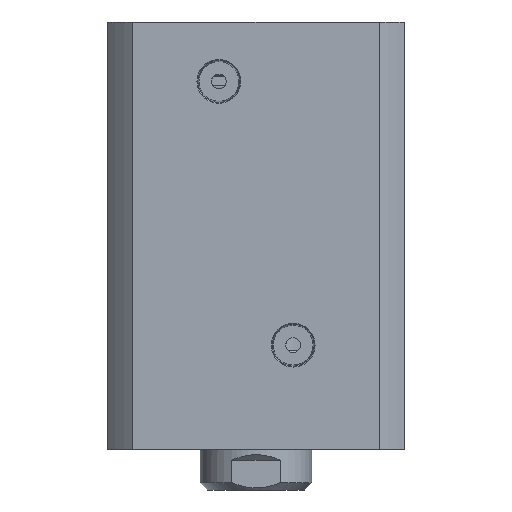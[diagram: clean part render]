
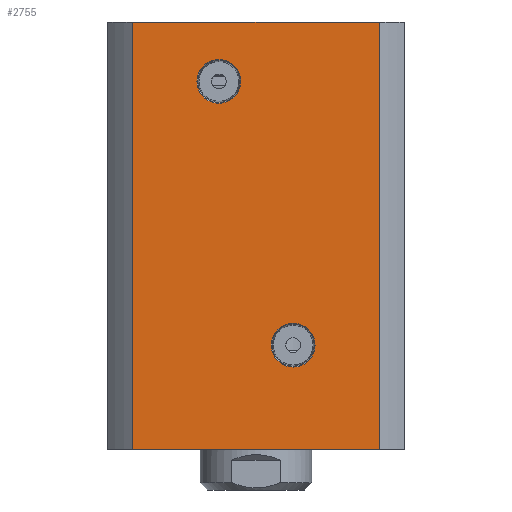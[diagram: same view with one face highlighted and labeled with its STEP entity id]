
A CAD part, left-side view. The second image highlights one B-rep face of the part: STEP entity #2755.
In plain terms, the highlighted planar face has unit normal (-1, 0, 0).
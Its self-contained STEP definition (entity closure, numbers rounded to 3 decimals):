
#184 = DIRECTION ( 'NONE',  ( 0., -1., 0. ) ) ;
#596 = AXIS2_PLACEMENT_3D ( 'NONE', #9211, #18059, #12141 ) ;
#771 = CARTESIAN_POINT ( 'NONE',  ( -40., -10., -29.5 ) ) ;
#987 = EDGE_LOOP ( 'NONE', ( #17741, #8582 ) ) ;
#1230 = VERTEX_POINT ( 'NONE', #8893 ) ;
#1252 = VERTEX_POINT ( 'NONE', #8768 ) ;
#2322 = EDGE_LOOP ( 'NONE', ( #7464, #16208, #17947, #17236 ) ) ;
#2670 = CARTESIAN_POINT ( 'NONE',  ( -40., 10., 47.385 ) ) ;
#2755 = ADVANCED_FACE ( 'NONE', ( #8295, #4191, #11859 ), #3061, .F. ) ;
#2861 = LINE ( 'NONE', #4895, #18149 ) ;
#2862 = CARTESIAN_POINT ( 'NONE',  ( -40., 10., 35.615 ) ) ;
#3061 = PLANE ( 'NONE',  #14113 ) ;
#3133 = CARTESIAN_POINT ( 'NONE',  ( -40., 33.226, 57.5 ) ) ;
#3301 = ORIENTED_EDGE ( 'NONE', *, *, #12055, .F. ) ;
#3566 = CARTESIAN_POINT ( 'NONE',  ( -40., 10., 41.5 ) ) ;
#3689 = DIRECTION ( 'NONE',  ( 0., -1., 0. ) ) ;
#4191 = FACE_BOUND ( 'NONE', #5671, .T. ) ;
#4227 = DIRECTION ( 'NONE',  ( 0., 0., 1. ) ) ;
#4372 = LINE ( 'NONE', #16661, #17539 ) ;
#4895 = CARTESIAN_POINT ( 'NONE',  ( -40., 33.226, 57.5 ) ) ;
#5169 = EDGE_CURVE ( 'NONE', #10278, #17975, #2861, .T. ) ;
#5182 = CIRCLE ( 'NONE', #11937, 5.885 ) ;
#5671 = EDGE_LOOP ( 'NONE', ( #3301, #7187 ) ) ;
#6614 = VECTOR ( 'NONE', #3689, 1000. ) ;
#6862 = DIRECTION ( 'NONE',  ( -1., 0., 0. ) ) ;
#7187 = ORIENTED_EDGE ( 'NONE', *, *, #9480, .F. ) ;
#7464 = ORIENTED_EDGE ( 'NONE', *, *, #19215, .T. ) ;
#7484 = EDGE_CURVE ( 'NONE', #1230, #15094, #4372, .T. ) ;
#7818 = DIRECTION ( 'NONE',  ( 1., 0., 0. ) ) ;
#8295 = FACE_BOUND ( 'NONE', #987, .T. ) ;
#8451 = CARTESIAN_POINT ( 'NONE',  ( -40., -10., -35.385 ) ) ;
#8579 = EDGE_CURVE ( 'NONE', #1252, #13063, #15729, .T. ) ;
#8582 = ORIENTED_EDGE ( 'NONE', *, *, #19394, .F. ) ;
#8768 = CARTESIAN_POINT ( 'NONE',  ( -40., -10., -23.615 ) ) ;
#8893 = CARTESIAN_POINT ( 'NONE',  ( -40., -33.226, 57.5 ) ) ;
#9060 = DIRECTION ( 'NONE',  ( -1., 0., 0. ) ) ;
#9211 = CARTESIAN_POINT ( 'NONE',  ( -40., 10., 41.5 ) ) ;
#9355 = DIRECTION ( 'NONE',  ( 0., 0., -1. ) ) ;
#9480 = EDGE_CURVE ( 'NONE', #13185, #13210, #5182, .T. ) ;
#10278 = VERTEX_POINT ( 'NONE', #18158 ) ;
#10395 = DIRECTION ( 'NONE',  ( 0., 0., -1. ) ) ;
#10853 = CARTESIAN_POINT ( 'NONE',  ( -40., 33.226, -57.5 ) ) ;
#11536 = AXIS2_PLACEMENT_3D ( 'NONE', #13479, #9060, #4227 ) ;
#11593 = EDGE_CURVE ( 'NONE', #10278, #1230, #14734, .T. ) ;
#11859 = FACE_OUTER_BOUND ( 'NONE', #2322, .T. ) ;
#11937 = AXIS2_PLACEMENT_3D ( 'NONE', #3566, #14264, #18782 ) ;
#12055 = EDGE_CURVE ( 'NONE', #13210, #13185, #16601, .T. ) ;
#12141 = DIRECTION ( 'NONE',  ( 0., 0., 1. ) ) ;
#13063 = VERTEX_POINT ( 'NONE', #8451 ) ;
#13185 = VERTEX_POINT ( 'NONE', #2862 ) ;
#13210 = VERTEX_POINT ( 'NONE', #2670 ) ;
#13479 = CARTESIAN_POINT ( 'NONE',  ( -40., -10., -29.5 ) ) ;
#14113 = AXIS2_PLACEMENT_3D ( 'NONE', #3133, #7818, #9355 ) ;
#14264 = DIRECTION ( 'NONE',  ( -1., 0., 0. ) ) ;
#14473 = CIRCLE ( 'NONE', #18996, 5.885 ) ;
#14734 = LINE ( 'NONE', #17510, #6614 ) ;
#15094 = VERTEX_POINT ( 'NONE', #15205 ) ;
#15205 = CARTESIAN_POINT ( 'NONE',  ( -40., -33.226, -57.5 ) ) ;
#15606 = DIRECTION ( 'NONE',  ( 0., 0., -1. ) ) ;
#15729 = CIRCLE ( 'NONE', #11536, 5.885 ) ;
#15992 = DIRECTION ( 'NONE',  ( 0., 0., 1. ) ) ;
#16208 = ORIENTED_EDGE ( 'NONE', *, *, #7484, .F. ) ;
#16601 = CIRCLE ( 'NONE', #596, 5.885 ) ;
#16661 = CARTESIAN_POINT ( 'NONE',  ( -40., -33.226, 57.5 ) ) ;
#17236 = ORIENTED_EDGE ( 'NONE', *, *, #5169, .T. ) ;
#17510 = CARTESIAN_POINT ( 'NONE',  ( -40., 33.226, 57.5 ) ) ;
#17539 = VECTOR ( 'NONE', #10395, 1000. ) ;
#17741 = ORIENTED_EDGE ( 'NONE', *, *, #8579, .F. ) ;
#17947 = ORIENTED_EDGE ( 'NONE', *, *, #11593, .F. ) ;
#17975 = VERTEX_POINT ( 'NONE', #19715 ) ;
#18030 = VECTOR ( 'NONE', #184, 1000. ) ;
#18059 = DIRECTION ( 'NONE',  ( -1., 0., 0. ) ) ;
#18149 = VECTOR ( 'NONE', #15606, 1000. ) ;
#18158 = CARTESIAN_POINT ( 'NONE',  ( -40., 33.226, 57.5 ) ) ;
#18782 = DIRECTION ( 'NONE',  ( 0., 0., 1. ) ) ;
#18996 = AXIS2_PLACEMENT_3D ( 'NONE', #771, #6862, #15992 ) ;
#19215 = EDGE_CURVE ( 'NONE', #17975, #15094, #19216, .T. ) ;
#19216 = LINE ( 'NONE', #10853, #18030 ) ;
#19394 = EDGE_CURVE ( 'NONE', #13063, #1252, #14473, .T. ) ;
#19715 = CARTESIAN_POINT ( 'NONE',  ( -40., 33.226, -57.5 ) ) ;
